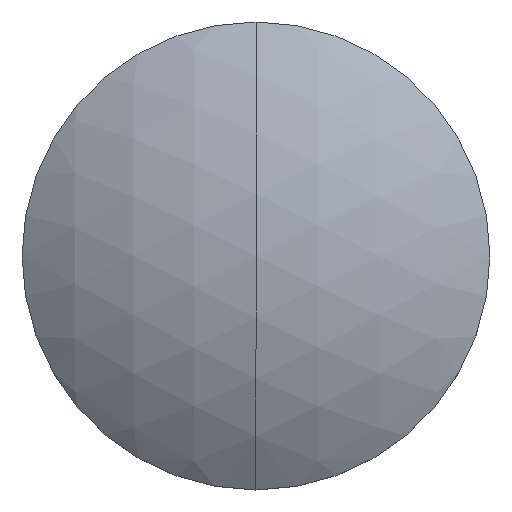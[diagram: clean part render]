
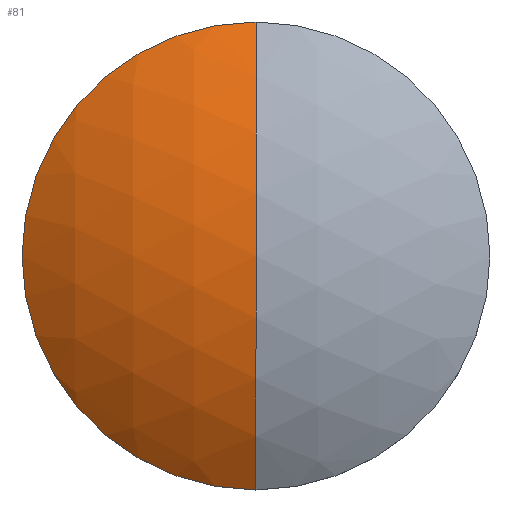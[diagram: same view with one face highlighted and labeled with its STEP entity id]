
A CAD part, top view. The second image highlights one B-rep face of the part: STEP entity #81.
In plain terms, the highlighted spherical face has radius 15.45 mm.
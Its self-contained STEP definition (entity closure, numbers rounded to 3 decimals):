
#12 = VERTEX_POINT ( 'NONE', #66 ) ;
#13 = ORIENTED_EDGE ( 'NONE', *, *, #14, .T. ) ;
#14 = EDGE_CURVE ( 'NONE', #12, #15, #65, .T. ) ;
#15 = VERTEX_POINT ( 'NONE', #60 ) ;
#16 = ORIENTED_EDGE ( 'NONE', *, *, #17, .F. ) ;
#17 = EDGE_CURVE ( 'NONE', #41, #15, #58, .T. ) ;
#22 = VERTEX_POINT ( 'NONE', #139 ) ;
#40 = EDGE_CURVE ( 'NONE', #41, #22, #165, .T. ) ;
#41 = VERTEX_POINT ( 'NONE', #166 ) ;
#54 = DIRECTION ( 'NONE',  ( 0., 0., -1. ) ) ;
#55 = DIRECTION ( 'NONE',  ( 1., 0., 0. ) ) ;
#56 = CARTESIAN_POINT ( 'NONE',  ( 0., 0., -13.105 ) ) ;
#57 = AXIS2_PLACEMENT_3D ( 'NONE', #56, #55, #54 ) ;
#58 = CIRCLE ( 'NONE', #57, 15.45 ) ;
#60 = CARTESIAN_POINT ( 'NONE',  ( 0., 0., 2.345 ) ) ;
#61 = DIRECTION ( 'NONE',  ( 0., -1., 0. ) ) ;
#62 = DIRECTION ( 'NONE',  ( -1., 0., 0. ) ) ;
#63 = CARTESIAN_POINT ( 'NONE',  ( 0., 0., -13.105 ) ) ;
#64 = AXIS2_PLACEMENT_3D ( 'NONE', #63, #62, #61 ) ;
#65 = CIRCLE ( 'NONE', #64, 15.45 ) ;
#66 = CARTESIAN_POINT ( 'NONE',  ( 0., -9., -0.547 ) ) ;
#81 = ADVANCED_FACE ( 'NONE', ( #191 ), #144, .T. ) ;
#82 = EDGE_LOOP ( 'NONE', ( #83, #84, #13, #16 ) ) ;
#83 = ORIENTED_EDGE ( 'NONE', *, *, #40, .T. ) ;
#84 = ORIENTED_EDGE ( 'NONE', *, *, #85, .T. ) ;
#85 = EDGE_CURVE ( 'NONE', #22, #12, #112, .T. ) ;
#108 = DIRECTION ( 'NONE',  ( 1., 0., 0. ) ) ;
#109 = DIRECTION ( 'NONE',  ( 0., 0., 1. ) ) ;
#110 = CARTESIAN_POINT ( 'NONE',  ( 0., 0., -0.547 ) ) ;
#111 = AXIS2_PLACEMENT_3D ( 'NONE', #110, #109, #108 ) ;
#112 = CIRCLE ( 'NONE', #111, 9. ) ;
#118 = DIRECTION ( 'NONE',  ( 1., 0., 0. ) ) ;
#119 = DIRECTION ( 'NONE',  ( 0., 0., 1. ) ) ;
#120 = CARTESIAN_POINT ( 'NONE',  ( 0., 0., -0.547 ) ) ;
#121 = AXIS2_PLACEMENT_3D ( 'NONE', #120, #119, #118 ) ;
#139 = CARTESIAN_POINT ( 'NONE',  ( -9., 0., -0.547 ) ) ;
#140 = DIRECTION ( 'NONE',  ( 0., 1., 0. ) ) ;
#141 = DIRECTION ( 'NONE',  ( -1., 0., 0. ) ) ;
#142 = CARTESIAN_POINT ( 'NONE',  ( 0., 0., -13.105 ) ) ;
#143 = AXIS2_PLACEMENT_3D ( 'NONE', #142, #141, #140 ) ;
#144 = SPHERICAL_SURFACE ( 'NONE', #143, 15.45 ) ;
#165 = CIRCLE ( 'NONE', #121, 9. ) ;
#166 = CARTESIAN_POINT ( 'NONE',  ( 0., 9., -0.547 ) ) ;
#191 = FACE_OUTER_BOUND ( 'NONE', #82, .T. ) ;
